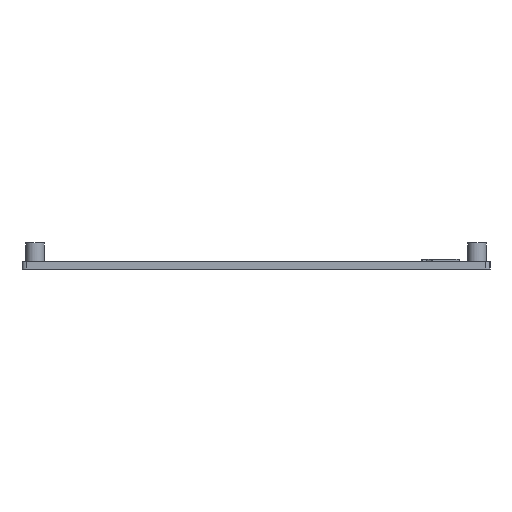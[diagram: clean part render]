
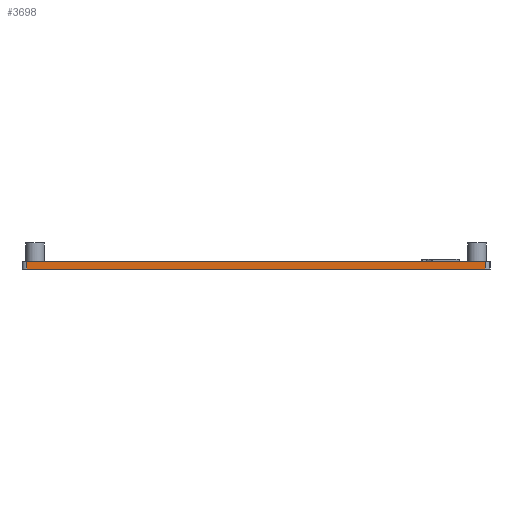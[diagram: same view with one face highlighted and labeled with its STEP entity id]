
A CAD part, left-side view. The second image highlights one B-rep face of the part: STEP entity #3698.
In plain terms, the highlighted planar face has unit normal (-1, 0, 0).
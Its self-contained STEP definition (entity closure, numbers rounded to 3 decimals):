
#666=FACE_OUTER_BOUND('',#959,.T.);
#959=EDGE_LOOP('',(#3264,#3265,#3266,#3267));
#1100=LINE('',#5604,#1363);
#1228=LINE('',#6890,#1491);
#1237=LINE('',#6996,#1500);
#1239=LINE('',#7000,#1502);
#1363=VECTOR('',#4117,1.);
#1491=VECTOR('',#4409,1.);
#1500=VECTOR('',#4520,1.);
#1502=VECTOR('',#4526,1.);
#1651=VERTEX_POINT('',#5601);
#1652=VERTEX_POINT('',#5603);
#1847=VERTEX_POINT('',#6887);
#1848=VERTEX_POINT('',#6889);
#2050=EDGE_CURVE('',#1652,#1651,#1100,.T.);
#2315=EDGE_CURVE('',#1847,#1848,#1228,.T.);
#2369=EDGE_CURVE('',#1848,#1651,#1237,.T.);
#2371=EDGE_CURVE('',#1847,#1652,#1239,.T.);
#3264=ORIENTED_EDGE('',*,*,#2371,.T.);
#3265=ORIENTED_EDGE('',*,*,#2050,.T.);
#3266=ORIENTED_EDGE('',*,*,#2369,.F.);
#3267=ORIENTED_EDGE('',*,*,#2315,.F.);
#3555=PLANE('',#3931);
#3698=ADVANCED_FACE('',(#666),#3555,.T.);
#3931=AXIS2_PLACEMENT_3D('',#6999,#4524,#4525);
#4117=DIRECTION('',(0.,1.,0.));
#4409=DIRECTION('',(0.,1.,0.));
#4520=DIRECTION('',(0.,0.,1.));
#4524=DIRECTION('center_axis',(-1.,0.,0.));
#4525=DIRECTION('ref_axis',(0.,1.,0.));
#4526=DIRECTION('',(0.,0.,1.));
#5601=CARTESIAN_POINT('',(-84.249,50.812,-4.02));
#5603=CARTESIAN_POINT('',(-84.249,-47.688,-4.02));
#5604=CARTESIAN_POINT('',(-84.249,-47.688,-4.02));
#6887=CARTESIAN_POINT('',(-84.249,-47.688,-5.62));
#6889=CARTESIAN_POINT('',(-84.249,50.812,-5.62));
#6890=CARTESIAN_POINT('',(-84.249,-47.688,-5.62));
#6996=CARTESIAN_POINT('',(-84.249,50.812,-5.62));
#6999=CARTESIAN_POINT('Origin',(-84.249,-47.688,-5.62));
#7000=CARTESIAN_POINT('',(-84.249,-47.688,-5.62));
